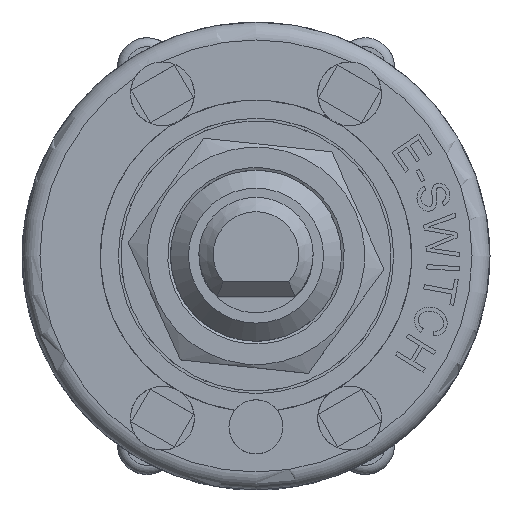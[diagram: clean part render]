
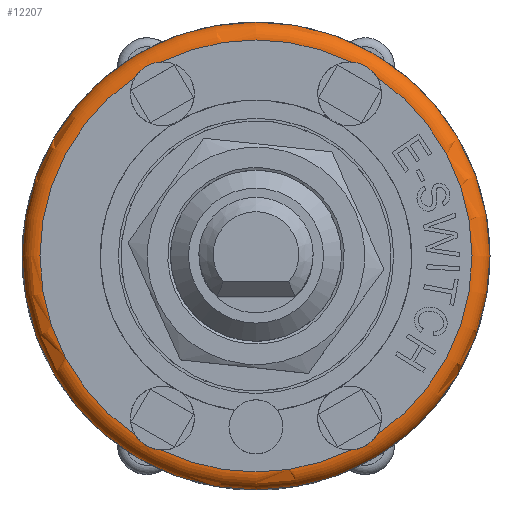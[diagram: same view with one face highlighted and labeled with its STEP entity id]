
A CAD part, top view. The second image highlights one B-rep face of the part: STEP entity #12207.
In plain terms, the highlighted toroidal (fillet/blend) face has major radius 12 mm and minor radius 1 mm.
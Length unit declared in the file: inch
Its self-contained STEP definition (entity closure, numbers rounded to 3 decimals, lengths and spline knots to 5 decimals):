
#26=TOROIDAL_SURFACE('',#12819,0.47244,0.03937);
#1087=B_SPLINE_CURVE_WITH_KNOTS('',3,(#21206,#21207,#21208,#21209,#21210,
#21211,#21212,#21213,#21214,#21215,#21216,#21217),.UNSPECIFIED.,.F.,.F.,
(4,2,2,2,2,4),(-0.26924,-0.24463,-0.21597,
-0.19207,-0.16451,-0.13568),.UNSPECIFIED.);
#1088=B_SPLINE_CURVE_WITH_KNOTS('',3,(#21229,#21230,#21231,#21232,#21233,
#21234,#21235,#21236,#21237,#21238,#21239,#21240),.UNSPECIFIED.,.F.,.F.,
(4,2,2,2,2,4),(-0.26924,-0.24463,-0.21597,
-0.19207,-0.16451,-0.13568),.UNSPECIFIED.);
#1089=B_SPLINE_CURVE_WITH_KNOTS('',3,(#21257,#21258,#21259,#21260,#21261,
#21262,#21263,#21264,#21265,#21266,#21267,#21268),.UNSPECIFIED.,.F.,.F.,
(4,2,2,2,2,4),(-0.26924,-0.24463,-0.21597,
-0.19207,-0.16451,-0.13568),.UNSPECIFIED.);
#1090=B_SPLINE_CURVE_WITH_KNOTS('',3,(#21290,#21291,#21292,#21293,#21294,
#21295,#21296,#21297,#21298,#21299,#21300,#21301),.UNSPECIFIED.,.F.,.F.,
(4,2,2,2,2,4),(-0.26924,-0.24463,-0.21597,
-0.19207,-0.16451,-0.13568),.UNSPECIFIED.);
#1706=FACE_OUTER_BOUND('',#2439,.T.);
#2439=EDGE_LOOP('',(#11235,#11236,#11237,#11238,#11239,#11240,#11241,#11242,
#11243,#11244,#11245,#11246));
#5091=CIRCLE('',#12772,0.51181);
#5118=CIRCLE('',#12820,0.03937);
#5119=CIRCLE('',#12821,0.47244);
#5120=CIRCLE('',#12822,0.47244);
#5121=CIRCLE('',#12823,0.47244);
#5122=CIRCLE('',#12824,0.47244);
#5123=CIRCLE('',#12825,0.47244);
#6238=VERTEX_POINT('',#21168);
#6246=VERTEX_POINT('',#21204);
#6247=VERTEX_POINT('',#21205);
#6250=VERTEX_POINT('',#21227);
#6251=VERTEX_POINT('',#21228);
#6256=VERTEX_POINT('',#21255);
#6257=VERTEX_POINT('',#21256);
#6264=VERTEX_POINT('',#21288);
#6265=VERTEX_POINT('',#21289);
#6268=VERTEX_POINT('',#21311);
#7939=EDGE_CURVE('',#6238,#6238,#5091,.T.);
#7957=EDGE_CURVE('',#6246,#6247,#1087,.T.);
#7963=EDGE_CURVE('',#6250,#6251,#1088,.T.);
#7971=EDGE_CURVE('',#6256,#6257,#1089,.T.);
#7981=EDGE_CURVE('',#6264,#6265,#1090,.T.);
#7987=EDGE_CURVE('',#6238,#6268,#5118,.T.);
#7988=EDGE_CURVE('',#6268,#6256,#5119,.T.);
#7989=EDGE_CURVE('',#6257,#6250,#5120,.T.);
#7990=EDGE_CURVE('',#6251,#6246,#5121,.T.);
#7991=EDGE_CURVE('',#6247,#6264,#5122,.T.);
#7992=EDGE_CURVE('',#6265,#6268,#5123,.T.);
#11235=ORIENTED_EDGE('',*,*,#7939,.T.);
#11236=ORIENTED_EDGE('',*,*,#7987,.T.);
#11237=ORIENTED_EDGE('',*,*,#7988,.T.);
#11238=ORIENTED_EDGE('',*,*,#7971,.T.);
#11239=ORIENTED_EDGE('',*,*,#7989,.T.);
#11240=ORIENTED_EDGE('',*,*,#7963,.T.);
#11241=ORIENTED_EDGE('',*,*,#7990,.T.);
#11242=ORIENTED_EDGE('',*,*,#7957,.T.);
#11243=ORIENTED_EDGE('',*,*,#7991,.T.);
#11244=ORIENTED_EDGE('',*,*,#7981,.T.);
#11245=ORIENTED_EDGE('',*,*,#7992,.T.);
#11246=ORIENTED_EDGE('',*,*,#7987,.F.);
#12207=ADVANCED_FACE('',(#1706),#26,.T.);
#12772=AXIS2_PLACEMENT_3D('',#21169,#15104,#15105);
#12819=AXIS2_PLACEMENT_3D('',#21310,#15215,#15216);
#12820=AXIS2_PLACEMENT_3D('',#21312,#15217,#15218);
#12821=AXIS2_PLACEMENT_3D('',#21313,#15219,#15220);
#12822=AXIS2_PLACEMENT_3D('',#21314,#15221,#15222);
#12823=AXIS2_PLACEMENT_3D('',#21315,#15223,#15224);
#12824=AXIS2_PLACEMENT_3D('',#21316,#15225,#15226);
#12825=AXIS2_PLACEMENT_3D('',#21317,#15227,#15228);
#15104=DIRECTION('center_axis',(0.,0.,1.));
#15105=DIRECTION('ref_axis',(-1.,0.,0.));
#15215=DIRECTION('center_axis',(0.,0.,-1.));
#15216=DIRECTION('ref_axis',(-1.,0.,0.));
#15217=DIRECTION('center_axis',(0.,-1.,0.));
#15218=DIRECTION('ref_axis',(1.,0.,0.));
#15219=DIRECTION('center_axis',(0.,0.,-1.));
#15220=DIRECTION('ref_axis',(-1.,0.,0.));
#15221=DIRECTION('center_axis',(0.,0.,-1.));
#15222=DIRECTION('ref_axis',(-1.,0.,0.));
#15223=DIRECTION('center_axis',(0.,0.,-1.));
#15224=DIRECTION('ref_axis',(-1.,0.,0.));
#15225=DIRECTION('center_axis',(0.,0.,-1.));
#15226=DIRECTION('ref_axis',(-1.,0.,0.));
#15227=DIRECTION('center_axis',(0.,0.,-1.));
#15228=DIRECTION('ref_axis',(-1.,0.,0.));
#21168=CARTESIAN_POINT('',(0.51181,0.,0.37402));
#21169=CARTESIAN_POINT('Origin',(0.,0.,0.37402));
#21204=CARTESIAN_POINT('',(-0.26379,0.39194,0.41339));
#21205=CARTESIAN_POINT('',(-0.20753,0.42442,0.41339));
#21206=CARTESIAN_POINT('Ctrl Pts',(-0.26379,0.39194,
0.41339));
#21207=CARTESIAN_POINT('Ctrl Pts',(-0.26165,0.39532,
0.41339));
#21208=CARTESIAN_POINT('Ctrl Pts',(-0.25918,0.39859,
0.41329));
#21209=CARTESIAN_POINT('Ctrl Pts',(-0.25306,0.40529,
0.41304));
#21210=CARTESIAN_POINT('Ctrl Pts',(-0.2494,0.40855,
0.4129));
#21211=CARTESIAN_POINT('Ctrl Pts',(-0.24211,0.41377,
0.41277));
#21212=CARTESIAN_POINT('Ctrl Pts',(-0.2386,0.41585,
0.41276));
#21213=CARTESIAN_POINT('Ctrl Pts',(-0.23069,0.41964,
0.41286));
#21214=CARTESIAN_POINT('Ctrl Pts',(-0.22626,0.42124,
0.41299));
#21215=CARTESIAN_POINT('Ctrl Pts',(-0.21694,0.42357,
0.41325));
#21216=CARTESIAN_POINT('Ctrl Pts',(-0.21219,0.42423,
0.41339));
#21217=CARTESIAN_POINT('Ctrl Pts',(-0.20753,0.42442,
0.41339));
#21227=CARTESIAN_POINT('',(-0.20753,-0.42442,0.41339));
#21228=CARTESIAN_POINT('',(-0.26379,-0.39194,0.41339));
#21229=CARTESIAN_POINT('Ctrl Pts',(-0.20753,-0.42442,
0.41339));
#21230=CARTESIAN_POINT('Ctrl Pts',(-0.21153,-0.42426,
0.41339));
#21231=CARTESIAN_POINT('Ctrl Pts',(-0.2156,-0.42375,
0.41329));
#21232=CARTESIAN_POINT('Ctrl Pts',(-0.22446,-0.42181,
0.41304));
#21233=CARTESIAN_POINT('Ctrl Pts',(-0.22911,-0.42026,
0.4129));
#21234=CARTESIAN_POINT('Ctrl Pts',(-0.23728,-0.41656,
0.41277));
#21235=CARTESIAN_POINT('Ctrl Pts',(-0.24084,-0.41456,
0.41276));
#21236=CARTESIAN_POINT('Ctrl Pts',(-0.24808,-0.4096,
0.41286));
#21237=CARTESIAN_POINT('Ctrl Pts',(-0.25168,-0.40656,
0.41299));
#21238=CARTESIAN_POINT('Ctrl Pts',(-0.25836,-0.39966,
0.41325));
#21239=CARTESIAN_POINT('Ctrl Pts',(-0.2613,-0.39588,
0.41339));
#21240=CARTESIAN_POINT('Ctrl Pts',(-0.26379,-0.39194,
0.41339));
#21255=CARTESIAN_POINT('',(0.26379,-0.39194,0.41339));
#21256=CARTESIAN_POINT('',(0.20753,-0.42442,0.41339));
#21257=CARTESIAN_POINT('Ctrl Pts',(0.26379,-0.39194,
0.41339));
#21258=CARTESIAN_POINT('Ctrl Pts',(0.26165,-0.39532,
0.41339));
#21259=CARTESIAN_POINT('Ctrl Pts',(0.25918,-0.39859,
0.41329));
#21260=CARTESIAN_POINT('Ctrl Pts',(0.25306,-0.40529,
0.41304));
#21261=CARTESIAN_POINT('Ctrl Pts',(0.2494,-0.40855,
0.4129));
#21262=CARTESIAN_POINT('Ctrl Pts',(0.24211,-0.41377,
0.41277));
#21263=CARTESIAN_POINT('Ctrl Pts',(0.2386,-0.41585,
0.41276));
#21264=CARTESIAN_POINT('Ctrl Pts',(0.23069,-0.41964,
0.41286));
#21265=CARTESIAN_POINT('Ctrl Pts',(0.22626,-0.42124,
0.41299));
#21266=CARTESIAN_POINT('Ctrl Pts',(0.21694,-0.42357,
0.41325));
#21267=CARTESIAN_POINT('Ctrl Pts',(0.21219,-0.42423,
0.41339));
#21268=CARTESIAN_POINT('Ctrl Pts',(0.20753,-0.42442,
0.41339));
#21288=CARTESIAN_POINT('',(0.20753,0.42442,0.41339));
#21289=CARTESIAN_POINT('',(0.26379,0.39194,0.41339));
#21290=CARTESIAN_POINT('Ctrl Pts',(0.20753,0.42442,0.41339));
#21291=CARTESIAN_POINT('Ctrl Pts',(0.21153,0.42426,
0.41339));
#21292=CARTESIAN_POINT('Ctrl Pts',(0.2156,0.42375,
0.41329));
#21293=CARTESIAN_POINT('Ctrl Pts',(0.22446,0.42181,0.41304));
#21294=CARTESIAN_POINT('Ctrl Pts',(0.22911,0.42026,
0.4129));
#21295=CARTESIAN_POINT('Ctrl Pts',(0.23728,0.41656,0.41277));
#21296=CARTESIAN_POINT('Ctrl Pts',(0.24084,0.41456,
0.41276));
#21297=CARTESIAN_POINT('Ctrl Pts',(0.24808,0.4096,
0.41286));
#21298=CARTESIAN_POINT('Ctrl Pts',(0.25168,0.40656,
0.41299));
#21299=CARTESIAN_POINT('Ctrl Pts',(0.25836,0.39966,
0.41325));
#21300=CARTESIAN_POINT('Ctrl Pts',(0.2613,0.39588,
0.41339));
#21301=CARTESIAN_POINT('Ctrl Pts',(0.26379,0.39194,
0.41339));
#21310=CARTESIAN_POINT('Origin',(0.,0.,0.37402));
#21311=CARTESIAN_POINT('',(0.47244,0.,0.41339));
#21312=CARTESIAN_POINT('Origin',(0.47244,0.,
0.37402));
#21313=CARTESIAN_POINT('Origin',(0.,0.,0.41339));
#21314=CARTESIAN_POINT('Origin',(0.,0.,0.41339));
#21315=CARTESIAN_POINT('Origin',(0.,0.,0.41339));
#21316=CARTESIAN_POINT('Origin',(0.,0.,0.41339));
#21317=CARTESIAN_POINT('Origin',(0.,0.,0.41339));
